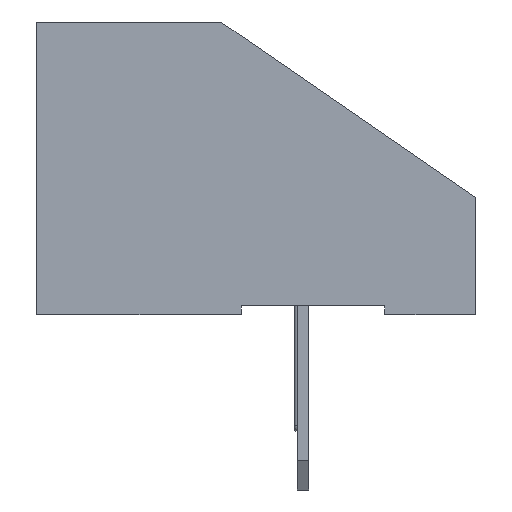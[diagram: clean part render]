
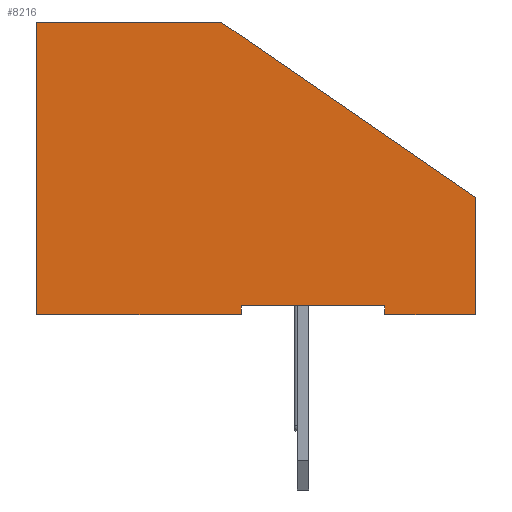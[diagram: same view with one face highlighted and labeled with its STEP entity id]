
A CAD part, left-side view. The second image highlights one B-rep face of the part: STEP entity #8216.
In plain terms, the highlighted planar face has unit normal (-1, 0, 0).
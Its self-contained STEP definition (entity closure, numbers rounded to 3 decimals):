
#228=PLANE('',#8722);
#566=FACE_OUTER_BOUND('',#1014,.T.);
#1014=EDGE_LOOP('',(#6420,#6421,#6422,#6423,#6424,#6425,#6426,#6427,#6428));
#1455=LINE('',#11803,#2434);
#1516=LINE('',#11925,#2495);
#1807=LINE('',#12555,#2786);
#1808=LINE('',#12557,#2787);
#1809=LINE('',#12558,#2788);
#1810=LINE('',#12559,#2789);
#1811=LINE('',#12561,#2790);
#1812=LINE('',#12563,#2791);
#1813=LINE('',#12564,#2792);
#2434=VECTOR('',#9410,1.);
#2495=VECTOR('',#9521,1.);
#2786=VECTOR('',#10104,1.);
#2787=VECTOR('',#10105,1.);
#2788=VECTOR('',#10106,1.);
#2789=VECTOR('',#10107,1.);
#2790=VECTOR('',#10108,1.);
#2791=VECTOR('',#10109,1.);
#2792=VECTOR('',#10110,1.);
#3640=VERTEX_POINT('',#11800);
#3641=VERTEX_POINT('',#11802);
#3674=VERTEX_POINT('',#11918);
#3677=VERTEX_POINT('',#11923);
#3869=VERTEX_POINT('',#12553);
#3870=VERTEX_POINT('',#12554);
#3871=VERTEX_POINT('',#12556);
#3872=VERTEX_POINT('',#12560);
#3873=VERTEX_POINT('',#12562);
#4408=EDGE_CURVE('',#3641,#3640,#1455,.T.);
#4470=EDGE_CURVE('',#3677,#3674,#1516,.T.);
#4785=EDGE_CURVE('',#3869,#3870,#1807,.T.);
#4786=EDGE_CURVE('',#3870,#3871,#1808,.T.);
#4787=EDGE_CURVE('',#3641,#3871,#1809,.T.);
#4788=EDGE_CURVE('',#3640,#3674,#1810,.T.);
#4789=EDGE_CURVE('',#3872,#3677,#1811,.T.);
#4790=EDGE_CURVE('',#3873,#3872,#1812,.T.);
#4791=EDGE_CURVE('',#3873,#3869,#1813,.T.);
#6420=ORIENTED_EDGE('',*,*,#4785,.T.);
#6421=ORIENTED_EDGE('',*,*,#4786,.T.);
#6422=ORIENTED_EDGE('',*,*,#4787,.F.);
#6423=ORIENTED_EDGE('',*,*,#4408,.T.);
#6424=ORIENTED_EDGE('',*,*,#4788,.T.);
#6425=ORIENTED_EDGE('',*,*,#4470,.F.);
#6426=ORIENTED_EDGE('',*,*,#4789,.F.);
#6427=ORIENTED_EDGE('',*,*,#4790,.F.);
#6428=ORIENTED_EDGE('',*,*,#4791,.T.);
#8216=ADVANCED_FACE('',(#566),#228,.T.);
#8722=AXIS2_PLACEMENT_3D('',#12552,#10102,#10103);
#9410=DIRECTION('',(0.,1.,0.));
#9521=DIRECTION('',(0.,1.,0.));
#10102=DIRECTION('center_axis',(-1.,0.,0.));
#10103=DIRECTION('ref_axis',(0.,-1.,0.));
#10104=DIRECTION('',(0.,-1.,0.));
#10105=DIRECTION('',(0.,0.,1.));
#10106=DIRECTION('',(0.,-0.823,-0.568));
#10107=DIRECTION('',(0.,0.,-1.));
#10108=DIRECTION('',(0.,0.,-1.));
#10109=DIRECTION('',(0.,1.,0.));
#10110=DIRECTION('',(0.,0.,-1.));
#11800=CARTESIAN_POINT('',(-6.35,4.553,5.));
#11802=CARTESIAN_POINT('',(-6.35,1.4,5.));
#11803=CARTESIAN_POINT('',(-6.35,3.512,5.));
#11918=CARTESIAN_POINT('',(-6.35,4.553,0.));
#11923=CARTESIAN_POINT('',(-6.35,1.05,0.));
#11925=CARTESIAN_POINT('',(-6.35,3.512,0.));
#12552=CARTESIAN_POINT('Origin',(-6.35,-3.138,-0.125));
#12553=CARTESIAN_POINT('',(-6.35,-1.4,0.));
#12554=CARTESIAN_POINT('',(-6.35,-2.95,0.));
#12555=CARTESIAN_POINT('',(-6.35,3.512,0.));
#12556=CARTESIAN_POINT('',(-6.35,-2.95,2.));
#12557=CARTESIAN_POINT('',(-6.35,-2.95,-2.359));
#12558=CARTESIAN_POINT('',(-6.35,3.512,6.457));
#12559=CARTESIAN_POINT('',(-6.35,4.553,-2.359));
#12560=CARTESIAN_POINT('',(-6.35,1.05,0.15));
#12561=CARTESIAN_POINT('',(-6.35,1.05,-2.359));
#12562=CARTESIAN_POINT('',(-6.35,-1.4,0.15));
#12563=CARTESIAN_POINT('',(-6.35,3.512,0.15));
#12564=CARTESIAN_POINT('',(-6.35,-1.4,-2.359));
